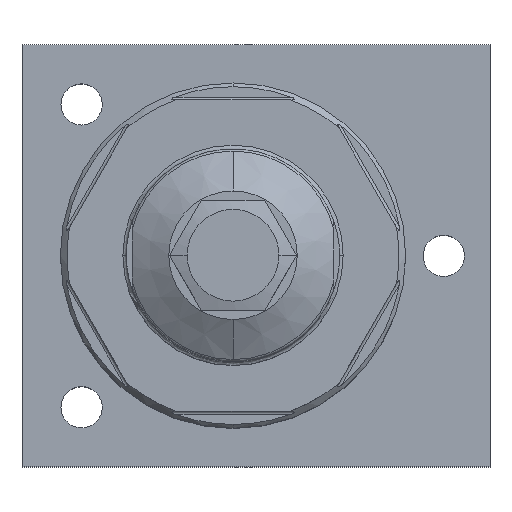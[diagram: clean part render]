
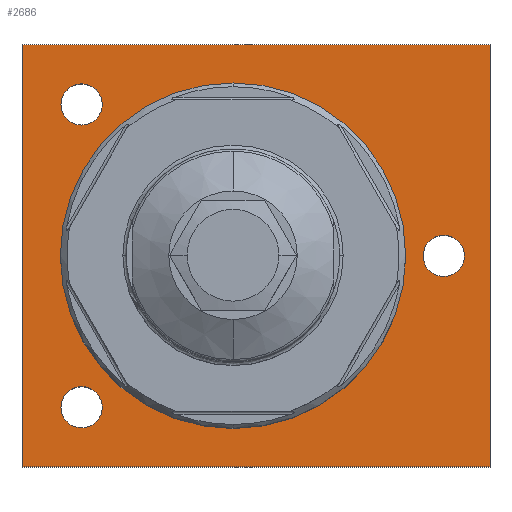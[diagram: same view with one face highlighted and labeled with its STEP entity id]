
A CAD part, top view. The second image highlights one B-rep face of the part: STEP entity #2686.
In plain terms, the highlighted planar face has unit normal (0, 0, 1).
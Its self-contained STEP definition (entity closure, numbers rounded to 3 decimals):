
#647=DIRECTION('',(0.,1.,0.));
#648=VECTOR('',#647,73.025);
#649=CARTESIAN_POINT('',(-36.499,-36.513,14.986));
#650=LINE('',#649,#648);
#651=CARTESIAN_POINT('',(0.,0.,14.986));
#652=DIRECTION('',(0.,0.,1.));
#653=DIRECTION('',(1.,0.,0.));
#654=AXIS2_PLACEMENT_3D('',#651,#652,#653);
#656=CARTESIAN_POINT('',(0.,0.,14.986));
#657=DIRECTION('',(0.,0.,1.));
#658=DIRECTION('',(-1.,0.,0.));
#659=AXIS2_PLACEMENT_3D('',#656,#657,#658);
#661=CARTESIAN_POINT('',(-26.187,-26.187,14.986));
#662=DIRECTION('',(0.,0.,-1.));
#663=DIRECTION('',(-1.,0.,0.));
#664=AXIS2_PLACEMENT_3D('',#661,#662,#663);
#666=CARTESIAN_POINT('',(-26.187,-26.187,14.986));
#667=DIRECTION('',(0.,0.,-1.));
#668=DIRECTION('',(1.,0.,0.));
#669=AXIS2_PLACEMENT_3D('',#666,#667,#668);
#671=CARTESIAN_POINT('',(-26.187,26.187,14.986));
#672=DIRECTION('',(0.,0.,-1.));
#673=DIRECTION('',(-1.,0.,0.));
#674=AXIS2_PLACEMENT_3D('',#671,#672,#673);
#676=CARTESIAN_POINT('',(-26.187,26.187,14.986));
#677=DIRECTION('',(0.,0.,-1.));
#678=DIRECTION('',(1.,0.,0.));
#679=AXIS2_PLACEMENT_3D('',#676,#677,#678);
#681=CARTESIAN_POINT('',(36.449,0.,14.986));
#682=DIRECTION('',(0.,0.,-1.));
#683=DIRECTION('',(-1.,0.,0.));
#684=AXIS2_PLACEMENT_3D('',#681,#682,#683);
#686=CARTESIAN_POINT('',(36.449,0.,14.986));
#687=DIRECTION('',(0.,0.,-1.));
#688=DIRECTION('',(1.,0.,0.));
#689=AXIS2_PLACEMENT_3D('',#686,#687,#688);
#699=DIRECTION('',(1.,0.,0.));
#700=VECTOR('',#699,80.949);
#701=CARTESIAN_POINT('',(-36.499,-36.513,14.986));
#702=LINE('',#701,#700);
#751=DIRECTION('',(0.,1.,0.));
#752=VECTOR('',#751,73.025);
#753=CARTESIAN_POINT('',(44.45,-36.513,14.986));
#754=LINE('',#753,#752);
#773=DIRECTION('',(1.,0.,0.));
#774=VECTOR('',#773,80.949);
#775=CARTESIAN_POINT('',(-36.499,36.513,14.986));
#776=LINE('',#775,#774);
#1843=CARTESIAN_POINT('',(-36.499,-36.513,14.986));
#1844=VERTEX_POINT('',#1843);
#1845=CARTESIAN_POINT('',(44.45,-36.513,14.986));
#1846=VERTEX_POINT('',#1845);
#1851=CARTESIAN_POINT('',(-36.499,36.513,14.986));
#1852=VERTEX_POINT('',#1851);
#1853=CARTESIAN_POINT('',(44.45,36.513,14.986));
#1854=VERTEX_POINT('',#1853);
#1855=CARTESIAN_POINT('',(29.871,0.,14.986));
#1856=CARTESIAN_POINT('',(-29.871,0.,14.986));
#1857=VERTEX_POINT('',#1855);
#1858=VERTEX_POINT('',#1856);
#1863=CARTESIAN_POINT('',(-29.756,-26.187,14.986));
#1864=CARTESIAN_POINT('',(-22.619,-26.187,14.986));
#1865=VERTEX_POINT('',#1863);
#1866=VERTEX_POINT('',#1864);
#1871=CARTESIAN_POINT('',(-29.756,26.187,14.986));
#1872=CARTESIAN_POINT('',(-22.619,26.187,14.986));
#1873=VERTEX_POINT('',#1871);
#1874=VERTEX_POINT('',#1872);
#1879=CARTESIAN_POINT('',(32.881,0.,14.986));
#1880=CARTESIAN_POINT('',(40.018,0.,14.986));
#1881=VERTEX_POINT('',#1879);
#1882=VERTEX_POINT('',#1880);
#2648=CARTESIAN_POINT('',(-36.499,-36.513,14.986));
#2649=DIRECTION('',(0.,0.,1.));
#2650=DIRECTION('',(1.,0.,0.));
#2651=AXIS2_PLACEMENT_3D('',#2648,#2649,#2650);
#2652=PLANE('',#2651);
#2654=ORIENTED_EDGE('',*,*,#2653,.F.);
#2656=ORIENTED_EDGE('',*,*,#2655,.T.);
#2658=ORIENTED_EDGE('',*,*,#2657,.T.);
#2660=ORIENTED_EDGE('',*,*,#2659,.F.);
#2661=EDGE_LOOP('',(#2654,#2656,#2658,#2660));
#2662=FACE_OUTER_BOUND('',#2661,.F.);
#2663=ORIENTED_EDGE('',*,*,#2636,.T.);
#2665=ORIENTED_EDGE('',*,*,#2664,.T.);
#2666=EDGE_LOOP('',(#2663,#2665));
#2667=FACE_BOUND('',#2666,.F.);
#2669=ORIENTED_EDGE('',*,*,#2668,.F.);
#2671=ORIENTED_EDGE('',*,*,#2670,.F.);
#2672=EDGE_LOOP('',(#2669,#2671));
#2673=FACE_BOUND('',#2672,.F.);
#2675=ORIENTED_EDGE('',*,*,#2674,.F.);
#2677=ORIENTED_EDGE('',*,*,#2676,.F.);
#2678=EDGE_LOOP('',(#2675,#2677));
#2679=FACE_BOUND('',#2678,.F.);
#2681=ORIENTED_EDGE('',*,*,#2680,.F.);
#2683=ORIENTED_EDGE('',*,*,#2682,.F.);
#2684=EDGE_LOOP('',(#2681,#2683));
#2685=FACE_BOUND('',#2684,.F.);
#2686=ADVANCED_FACE('',(#2662,#2667,#2673,#2679,#2685),#2652,.T.);
#655=CIRCLE('',#654,29.871);
#660=CIRCLE('',#659,29.871);
#665=CIRCLE('',#664,3.569);
#670=CIRCLE('',#669,3.569);
#675=CIRCLE('',#674,3.569);
#680=CIRCLE('',#679,3.569);
#685=CIRCLE('',#684,3.569);
#690=CIRCLE('',#689,3.569);
#2636=EDGE_CURVE('',#1857,#1858,#655,.T.);
#2653=EDGE_CURVE('',#1844,#1846,#702,.T.);
#2655=EDGE_CURVE('',#1844,#1852,#650,.T.);
#2657=EDGE_CURVE('',#1852,#1854,#776,.T.);
#2659=EDGE_CURVE('',#1846,#1854,#754,.T.);
#2664=EDGE_CURVE('',#1858,#1857,#660,.T.);
#2668=EDGE_CURVE('',#1865,#1866,#665,.T.);
#2670=EDGE_CURVE('',#1866,#1865,#670,.T.);
#2674=EDGE_CURVE('',#1873,#1874,#675,.T.);
#2676=EDGE_CURVE('',#1874,#1873,#680,.T.);
#2680=EDGE_CURVE('',#1881,#1882,#685,.T.);
#2682=EDGE_CURVE('',#1882,#1881,#690,.T.);
